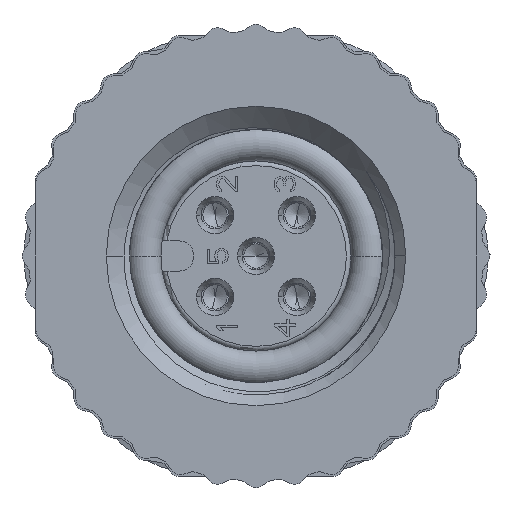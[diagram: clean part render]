
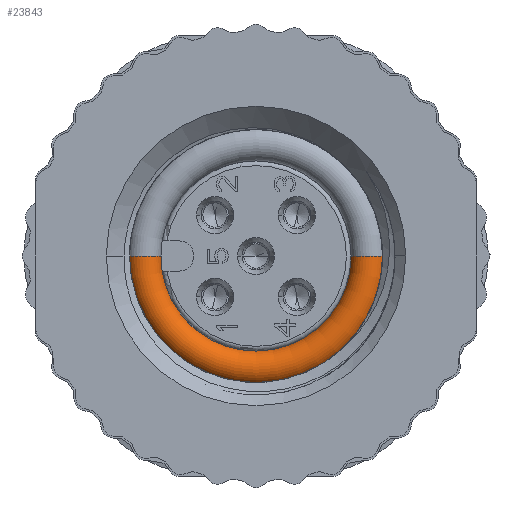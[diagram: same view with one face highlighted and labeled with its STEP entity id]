
A CAD part, left-side view. The second image highlights one B-rep face of the part: STEP entity #23843.
In plain terms, the highlighted toroidal (fillet/blend) face has major radius 4.85 mm and minor radius 0.75 mm.
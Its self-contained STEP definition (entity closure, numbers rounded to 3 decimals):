
#780=CARTESIAN_POINT('',(3.088,0.,0.));
#781=DIRECTION('',(1.,0.,0.));
#782=DIRECTION('',(0.,-1.,0.));
#783=AXIS2_PLACEMENT_3D('',#780,#781,#782);
#789=CARTESIAN_POINT('',(2.65,-4.85,0.));
#790=DIRECTION('',(0.,0.,1.));
#791=DIRECTION('',(0.585,-0.811,0.));
#792=AXIS2_PLACEMENT_3D('',#789,#790,#791);
#794=CARTESIAN_POINT('',(2.65,4.85,0.));
#795=DIRECTION('',(0.,0.,1.));
#796=DIRECTION('',(-0.585,0.811,0.));
#797=AXIS2_PLACEMENT_3D('',#794,#795,#796);
#833=CARTESIAN_POINT('',(2.212,0.,0.));
#834=DIRECTION('',(1.,0.,0.));
#835=DIRECTION('',(0.,-1.,0.));
#836=AXIS2_PLACEMENT_3D('',#833,#834,#835);
#20048=CARTESIAN_POINT('',(3.088,5.459,0.));
#20049=CARTESIAN_POINT('',(3.088,-5.459,0.));
#20050=VERTEX_POINT('',#20048);
#20051=VERTEX_POINT('',#20049);
#20052=CARTESIAN_POINT('',(2.212,5.459,0.));
#20053=CARTESIAN_POINT('',(2.212,-5.459,0.));
#20054=VERTEX_POINT('',#20052);
#20055=VERTEX_POINT('',#20053);
#23829=CARTESIAN_POINT('',(2.65,0.,0.));
#23830=DIRECTION('',(1.,0.,0.));
#23831=DIRECTION('',(0.,-1.,0.));
#23832=AXIS2_PLACEMENT_3D('',#23829,#23830,#23831);
#23833=TOROIDAL_SURFACE('',#23832,4.85,0.75);
#23835=ORIENTED_EDGE('',*,*,#23834,.T.);
#23837=ORIENTED_EDGE('',*,*,#23836,.T.);
#23839=ORIENTED_EDGE('',*,*,#23838,.T.);
#23840=ORIENTED_EDGE('',*,*,#23823,.F.);
#23841=EDGE_LOOP('',(#23835,#23837,#23839,#23840));
#23842=FACE_OUTER_BOUND('',#23841,.F.);
#23843=ADVANCED_FACE('',(#23842),#23833,.T.);
#784=CIRCLE('',#783,5.459);
#793=CIRCLE('',#792,0.75);
#798=CIRCLE('',#797,0.75);
#837=CIRCLE('',#836,5.459);
#23823=EDGE_CURVE('',#20051,#20050,#784,.T.);
#23834=EDGE_CURVE('',#20051,#20055,#793,.T.);
#23836=EDGE_CURVE('',#20055,#20054,#837,.T.);
#23838=EDGE_CURVE('',#20054,#20050,#798,.T.);
